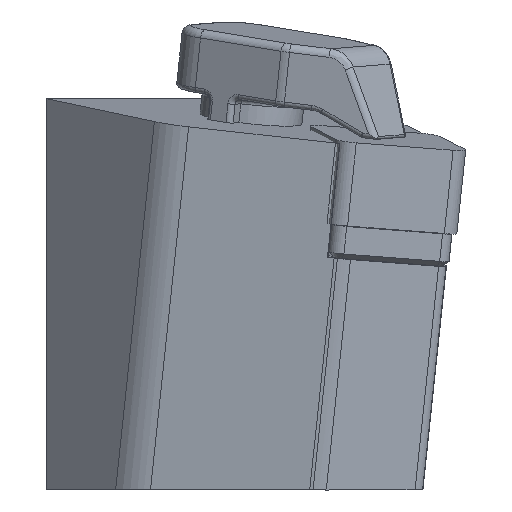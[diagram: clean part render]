
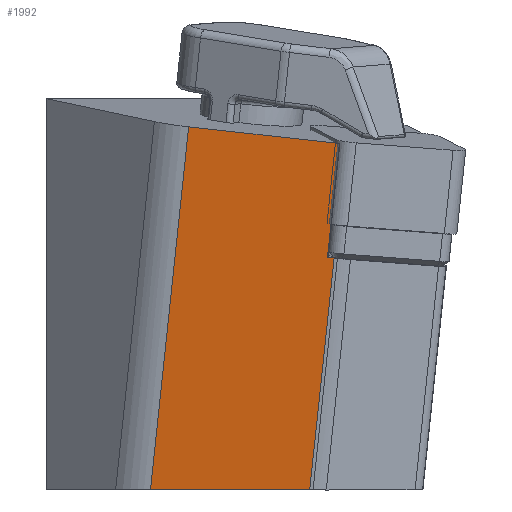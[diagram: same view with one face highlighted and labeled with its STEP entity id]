
A CAD part, left-side view. The second image highlights one B-rep face of the part: STEP entity #1992.
In plain terms, the highlighted planar face has unit normal (-0.993, 0.062, -0.098).
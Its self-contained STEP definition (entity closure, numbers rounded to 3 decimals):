
#40 = VERTEX_POINT ( 'NONE', #1716 ) ;
#156 = EDGE_CURVE ( 'NONE', #6510, #3119, #477, .T. ) ;
#477 = LINE ( 'NONE', #1748, #6947 ) ;
#911 = LINE ( 'NONE', #5014, #1921 ) ;
#1212 = EDGE_CURVE ( 'NONE', #4273, #40, #4845, .T. ) ;
#1496 = CARTESIAN_POINT ( 'NONE',  ( -120.333, -6.636, 19.741 ) ) ;
#1520 = ORIENTED_EDGE ( 'NONE', *, *, #1212, .T. ) ;
#1580 = CARTESIAN_POINT ( 'NONE',  ( -119.754, -6.06, 14.263 ) ) ;
#1692 = ORIENTED_EDGE ( 'NONE', *, *, #6953, .T. ) ;
#1716 = CARTESIAN_POINT ( 'NONE',  ( -115.388, 11.798, -18.5 ) ) ;
#1748 = CARTESIAN_POINT ( 'NONE',  ( -147.637, -34.389, 277.717 ) ) ;
#1898 = ORIENTED_EDGE ( 'NONE', *, *, #2711, .T. ) ;
#1921 = VECTOR ( 'NONE', #5608, 1000. ) ;
#1992 = ADVANCED_FACE ( 'NONE', ( #6741 ), #6068, .F. ) ;
#2093 = DIRECTION ( 'NONE',  ( -0.105, -0.104, 0.989 ) ) ;
#2121 = VERTEX_POINT ( 'NONE', #1580 ) ;
#2711 = EDGE_CURVE ( 'NONE', #2121, #4273, #911, .T. ) ;
#2794 = VECTOR ( 'NONE', #6022, 1000. ) ;
#2891 = CARTESIAN_POINT ( 'NONE',  ( -119.017, 8.189, 15.839 ) ) ;
#2910 = VERTEX_POINT ( 'NONE', #4145 ) ;
#2960 = ORIENTED_EDGE ( 'NONE', *, *, #156, .F. ) ;
#3027 = DIRECTION ( 'NONE',  ( 0.105, 0.104, -0.989 ) ) ;
#3119 = VERTEX_POINT ( 'NONE', #6163 ) ;
#3650 = EDGE_LOOP ( 'NONE', ( #5639, #4461, #1898, #1520, #1692, #2960 ) ) ;
#4139 = CARTESIAN_POINT ( 'NONE',  ( -146.867, -19.509, 279.363 ) ) ;
#4145 = CARTESIAN_POINT ( 'NONE',  ( -118.617, -4.929, 3.502 ) ) ;
#4200 = EDGE_CURVE ( 'NONE', #2910, #2121, #5918, .T. ) ;
#4273 = VERTEX_POINT ( 'NONE', #2891 ) ;
#4461 = ORIENTED_EDGE ( 'NONE', *, *, #4200, .T. ) ;
#4595 = VECTOR ( 'NONE', #3027, 1000. ) ;
#4813 = LINE ( 'NONE', #7167, #2794 ) ;
#4845 = LINE ( 'NONE', #4139, #4595 ) ;
#4852 = DIRECTION ( 'NONE',  ( -0.063, -0.998, 0. ) ) ;
#4871 = CARTESIAN_POINT ( 'NONE',  ( -147.637, -34.389, 277.717 ) ) ;
#5014 = CARTESIAN_POINT ( 'NONE',  ( -118.349, 21.107, 17.267 ) ) ;
#5468 = DIRECTION ( 'NONE',  ( 0.993, -0.062, 0.098 ) ) ;
#5608 = DIRECTION ( 'NONE',  ( 0.051, 0.993, 0.11 ) ) ;
#5639 = ORIENTED_EDGE ( 'NONE', *, *, #6910, .T. ) ;
#5797 = VECTOR ( 'NONE', #4852, 1000. ) ;
#5918 = LINE ( 'NONE', #1496, #6116 ) ;
#5967 = CARTESIAN_POINT ( 'NONE',  ( -114.794, 21.274, -18.5 ) ) ;
#6022 = DIRECTION ( 'NONE',  ( 0.051, 0.993, 0.11 ) ) ;
#6068 = PLANE ( 'NONE',  #6358 ) ;
#6116 = VECTOR ( 'NONE', #2093, 1000. ) ;
#6163 = CARTESIAN_POINT ( 'NONE',  ( -116.331, -3.256, -18.5 ) ) ;
#6286 = CARTESIAN_POINT ( 'NONE',  ( -118.649, -5.561, 3.432 ) ) ;
#6358 = AXIS2_PLACEMENT_3D ( 'NONE', #4871, #5468, #6647 ) ;
#6510 = VERTEX_POINT ( 'NONE', #6286 ) ;
#6647 = DIRECTION ( 'NONE',  ( 0.099, 0., -0.995 ) ) ;
#6741 = FACE_OUTER_BOUND ( 'NONE', #3650, .T. ) ;
#6865 = DIRECTION ( 'NONE',  ( 0.105, 0.104, -0.989 ) ) ;
#6910 = EDGE_CURVE ( 'NONE', #6510, #2910, #4813, .T. ) ;
#6947 = VECTOR ( 'NONE', #6865, 1000. ) ;
#6953 = EDGE_CURVE ( 'NONE', #40, #3119, #7292, .T. ) ;
#7167 = CARTESIAN_POINT ( 'NONE',  ( -118.649, -5.561, 3.432 ) ) ;
#7292 = LINE ( 'NONE', #5967, #5797 ) ;
